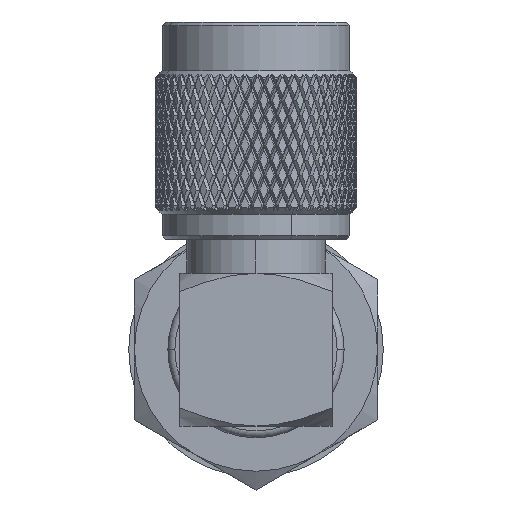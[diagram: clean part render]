
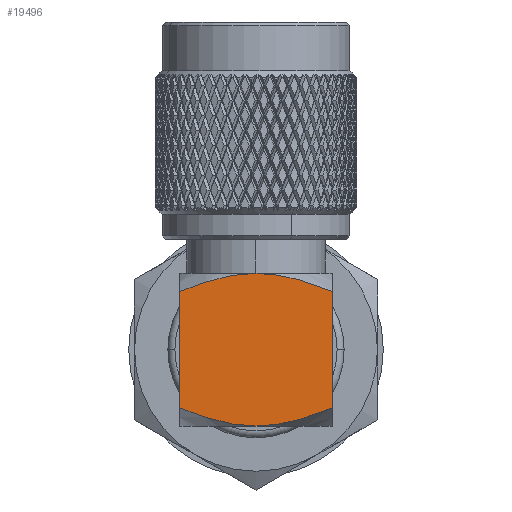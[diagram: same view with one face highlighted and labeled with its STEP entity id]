
A CAD part, left-side view. The second image highlights one B-rep face of the part: STEP entity #19496.
In plain terms, the highlighted face is planar.
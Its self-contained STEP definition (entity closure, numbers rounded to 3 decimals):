
#394 = EDGE_CURVE ( 'NONE', #32293, #102897, #7075, .T. ) ;
#1082 = CARTESIAN_POINT ( 'NONE',  ( 5.328, 5.5, -1.891 ) ) ;
#1658 = CARTESIAN_POINT ( 'NONE',  ( -5.463, 5.5, -0.953 ) ) ;
#4880 = ORIENTED_EDGE ( 'NONE', *, *, #54409, .F. ) ;
#6431 = DIRECTION ( 'NONE',  ( -1., 0., 0. ) ) ;
#7075 = LINE ( 'NONE', #68374, #85561 ) ;
#7708 = EDGE_CURVE ( 'NONE', #46976, #35672, #19222, .T. ) ;
#9937 = B_SPLINE_CURVE_WITH_KNOTS ( 'NONE', 3,
 ( #111905, #41935, #82231, #1082, #92756, #92110, #10965, #32036 ),
 .UNSPECIFIED., .F., .F.,
 ( 4, 2, 2, 4 ),
 ( 0.02, 0.021, 0.023, 0.026 ),
 .UNSPECIFIED. ) ;
#10965 = CARTESIAN_POINT ( 'NONE',  ( 4.543, 5.5, -4.622 ) ) ;
#11844 = CARTESIAN_POINT ( 'NONE',  ( -4.364, 5.5, 5.06 ) ) ;
#12491 = CARTESIAN_POINT ( 'NONE',  ( -5.5, 5.5, 0.954 ) ) ;
#14154 = CARTESIAN_POINT ( 'NONE',  ( -4.543, 5.5, -4.622 ) ) ;
#19222 = B_SPLINE_CURVE_WITH_KNOTS ( 'NONE', 3,
 ( #54675, #83145, #94934, #93667, #113485, #123429, #105476, #32952 ),
 .UNSPECIFIED., .F., .F.,
 ( 4, 2, 2, 4 ),
 ( 0.014, 0.016, 0.017, 0.02 ),
 .UNSPECIFIED. ) ;
#19436 = CARTESIAN_POINT ( 'NONE',  ( -5.5, 5.5, 5.5 ) ) ;
#19496 = ADVANCED_FACE ( 'NONE', ( #98592 ), #29281, .F. ) ;
#22418 = ORIENTED_EDGE ( 'NONE', *, *, #394, .T. ) ;
#26259 = EDGE_CURVE ( 'NONE', #86749, #28729, #110784, .T. ) ;
#28729 = VERTEX_POINT ( 'NONE', #113853 ) ;
#29281 = PLANE ( 'NONE',  #124159 ) ;
#31622 = CARTESIAN_POINT ( 'NONE',  ( -4.185, 5.5, 5.5 ) ) ;
#31972 = CARTESIAN_POINT ( 'NONE',  ( -5.23, 5.5, -2.353 ) ) ;
#32036 = CARTESIAN_POINT ( 'NONE',  ( 4.185, 5.5, -5.5 ) ) ;
#32293 = VERTEX_POINT ( 'NONE', #73423 ) ;
#32952 = CARTESIAN_POINT ( 'NONE',  ( 5.5, 5.5, 0. ) ) ;
#35672 = VERTEX_POINT ( 'NONE', #36748 ) ;
#36748 = CARTESIAN_POINT ( 'NONE',  ( 5.5, 5.5, 0. ) ) ;
#39219 = LINE ( 'NONE', #119766, #95419 ) ;
#41935 = CARTESIAN_POINT ( 'NONE',  ( 5.5, 5.5, -0.473 ) ) ;
#46976 = VERTEX_POINT ( 'NONE', #113100 ) ;
#49973 = EDGE_CURVE ( 'NONE', #46976, #86749, #39219, .T. ) ;
#51907 = ORIENTED_EDGE ( 'NONE', *, *, #7708, .T. ) ;
#52690 = CARTESIAN_POINT ( 'NONE',  ( -5.5, 5.5, 0. ) ) ;
#54409 = EDGE_CURVE ( 'NONE', #28729, #102897, #87270, .T. ) ;
#54675 = CARTESIAN_POINT ( 'NONE',  ( 4.185, 5.5, 5.5 ) ) ;
#55202 = EDGE_LOOP ( 'NONE', ( #108680, #51907, #99188, #22418, #4880, #111421 ) ) ;
#59628 = DIRECTION ( 'NONE',  ( 0., 0., -1. ) ) ;
#59680 = DIRECTION ( 'NONE',  ( -1., 0., 0. ) ) ;
#62580 = CARTESIAN_POINT ( 'NONE',  ( -4.849, 5.5, 3.715 ) ) ;
#63654 = EDGE_CURVE ( 'NONE', #35672, #32293, #9937, .T. ) ;
#63884 = CARTESIAN_POINT ( 'NONE',  ( -5.352, 5.5, 1.885 ) ) ;
#64232 = CARTESIAN_POINT ( 'NONE',  ( -5.5, 5.5, -0.473 ) ) ;
#68374 = CARTESIAN_POINT ( 'NONE',  ( -5.5, 5.5, -5.5 ) ) ;
#73423 = CARTESIAN_POINT ( 'NONE',  ( 4.185, 5.5, -5.5 ) ) ;
#82231 = CARTESIAN_POINT ( 'NONE',  ( 5.463, 5.5, -0.953 ) ) ;
#82455 = CARTESIAN_POINT ( 'NONE',  ( -4.535, 5.5, 4.616 ) ) ;
#83145 = CARTESIAN_POINT ( 'NONE',  ( 4.364, 5.5, 5.06 ) ) ;
#85561 = VECTOR ( 'NONE', #6431, 1000. ) ;
#86749 = VERTEX_POINT ( 'NONE', #106671 ) ;
#87270 = B_SPLINE_CURVE_WITH_KNOTS ( 'NONE', 3,
 ( #92054, #64232, #1658, #122436, #31972, #104525, #14154, #112504 ),
 .UNSPECIFIED., .F., .F.,
 ( 4, 2, 2, 4 ),
 ( 0.02, 0.021, 0.023, 0.026 ),
 .UNSPECIFIED. ) ;
#88714 = DIRECTION ( 'NONE',  ( 0., -1., 0. ) ) ;
#92054 = CARTESIAN_POINT ( 'NONE',  ( -5.5, 5.5, 0. ) ) ;
#92110 = CARTESIAN_POINT ( 'NONE',  ( 4.869, 5.5, -3.724 ) ) ;
#92756 = CARTESIAN_POINT ( 'NONE',  ( 5.23, 5.5, -2.353 ) ) ;
#93667 = CARTESIAN_POINT ( 'NONE',  ( 4.849, 5.5, 3.715 ) ) ;
#94934 = CARTESIAN_POINT ( 'NONE',  ( 4.535, 5.5, 4.616 ) ) ;
#95419 = VECTOR ( 'NONE', #59680, 1000. ) ;
#98307 = CARTESIAN_POINT ( 'NONE',  ( -4.185, 5.5, -5.5 ) ) ;
#98592 = FACE_OUTER_BOUND ( 'NONE', #55202, .T. ) ;
#99188 = ORIENTED_EDGE ( 'NONE', *, *, #63654, .T. ) ;
#102857 = CARTESIAN_POINT ( 'NONE',  ( -4.992, 5.5, 3.259 ) ) ;
#102897 = VERTEX_POINT ( 'NONE', #98307 ) ;
#104525 = CARTESIAN_POINT ( 'NONE',  ( -4.869, 5.5, -3.724 ) ) ;
#105476 = CARTESIAN_POINT ( 'NONE',  ( 5.5, 5.5, 0.954 ) ) ;
#106671 = CARTESIAN_POINT ( 'NONE',  ( -4.185, 5.5, 5.5 ) ) ;
#108680 = ORIENTED_EDGE ( 'NONE', *, *, #49973, .F. ) ;
#110784 = B_SPLINE_CURVE_WITH_KNOTS ( 'NONE', 3,
 ( #31622, #11844, #82455, #62580, #102857, #63884, #12491, #52690 ),
 .UNSPECIFIED., .F., .F.,
 ( 4, 2, 2, 4 ),
 ( 0.014, 0.016, 0.017, 0.02 ),
 .UNSPECIFIED. ) ;
#111421 = ORIENTED_EDGE ( 'NONE', *, *, #26259, .F. ) ;
#111905 = CARTESIAN_POINT ( 'NONE',  ( 5.5, 5.5, 0. ) ) ;
#112504 = CARTESIAN_POINT ( 'NONE',  ( -4.185, 5.5, -5.5 ) ) ;
#113100 = CARTESIAN_POINT ( 'NONE',  ( 4.185, 5.5, 5.5 ) ) ;
#113485 = CARTESIAN_POINT ( 'NONE',  ( 4.992, 5.5, 3.259 ) ) ;
#113853 = CARTESIAN_POINT ( 'NONE',  ( -5.5, 5.5, 0. ) ) ;
#119766 = CARTESIAN_POINT ( 'NONE',  ( -5.5, 5.5, 5.5 ) ) ;
#122436 = CARTESIAN_POINT ( 'NONE',  ( -5.328, 5.5, -1.891 ) ) ;
#123429 = CARTESIAN_POINT ( 'NONE',  ( 5.352, 5.5, 1.885 ) ) ;
#124159 = AXIS2_PLACEMENT_3D ( 'NONE', #19436, #88714, #59628 ) ;
